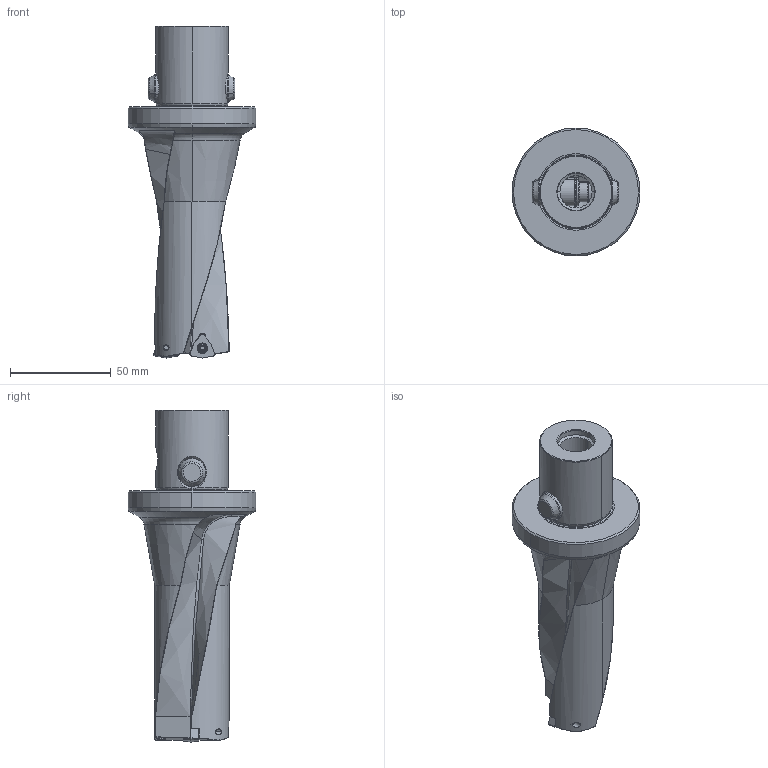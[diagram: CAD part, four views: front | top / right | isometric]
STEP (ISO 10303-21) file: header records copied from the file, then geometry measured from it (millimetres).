
FILE_DESCRIPTION(('no description'),'unknown implementation level');
FILE_NAME('77CD01BF-4B70-4DB5-B893-2E70137D9AB4_export.stp',' ',('CIMSOURCE GmbH'),('CADClick - KiM GmbH - www.kimweb.de'),'unknown preprocess','ACIS','unknown authorization');
FILE_SCHEMA(('automotive_design'));
Length unit declared in the file: millimetre
Products named in the file (8): 336.638 Kaiser WB 38-76 X CK6|694.137 Kasier ETL M3,5 X 9,4 T10 IP 10S_Standard;NONE; 336.638 Kaiser WB 38-76 X CK6|336.638 Kaiser WB 38-76 X CK6_Standard-2;NONE; 336.638 Kaiser WB 38-76 X CK6|336.638 Kaiser WB 38-76 X CK6_Standard-1;NONE; 336.638 Kaiser WB 38-76 X CK6|336.638 Kaiser WB 38-76 X CK6_Standard;NONE; 336.638 Kaiser WB 38-76 X CK6|691.506 Kaiser ETL D14 X 43K_Standard|693.305 Sprengring_Standard;NONE; 336.638 Kaiser WB 38-76 X CK6|691.506 Kaiser ETL D14 X 43K_Standard|691.526 Mitnehmerbolzen_Standard;NONE
Bounding box: 63.5 x 63.5 x 164.8 mm (x, y, z)
Volume: 162232.3 mm3; surface area: 34717 mm2
Topology: 8 solids, 8 shells, 447 faces, 1096 edges, 664 vertices
Faces by surface type: cylinder 157, plane 99, cone 88, bspline 50, torus 49, sphere 4
Entity records: 74915 total; most frequent: CARTESIAN_POINT 52032, DIRECTION 2229, STYLED_ITEM 2207, PRESENTATION_STYLE_ASSIGNMENT 2207, COLOUR_RGB 2207, ORIENTED_EDGE 2176, EDGE_CURVE 1088, CURVE_STYLE 1088
